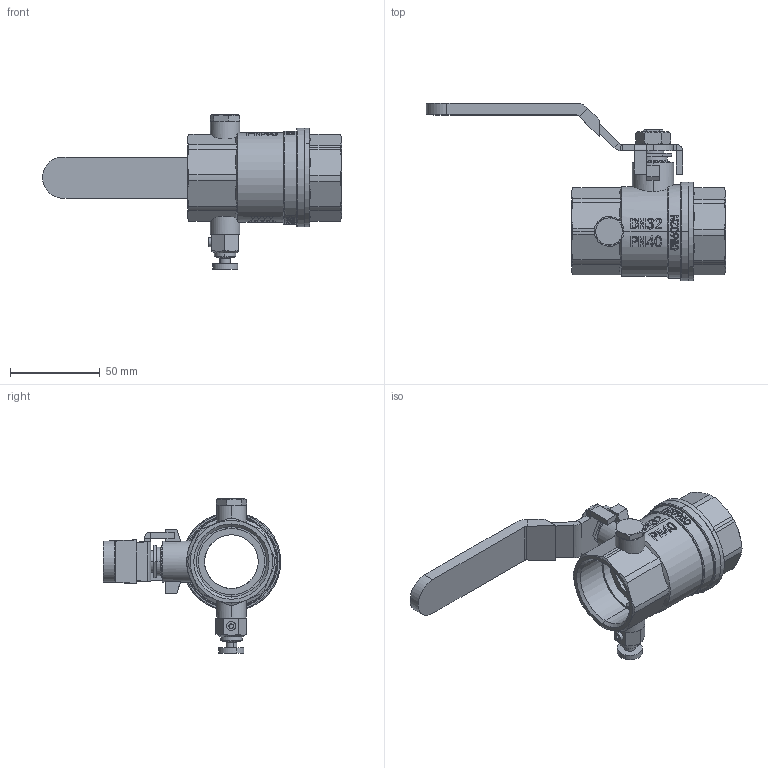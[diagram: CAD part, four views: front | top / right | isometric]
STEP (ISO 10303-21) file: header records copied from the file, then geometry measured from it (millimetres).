
FILE_DESCRIPTION (( 'STEP AP214' ), '1' );
FILE_NAME ('带排水球阀1.25.STEP', '2023-03-07T04:22:58', ( '' ), ( '' ), 'SwSTEP 2.0', 'SolidWorks 2016', '' );
FILE_SCHEMA (( 'AUTOMOTIVE_DESIGN' ));
Length unit declared in the file: millimetre
Products named in the file (16): 8x1.9; 黑簽; 幗豪佪裝; 齬ァ郲掛极; 鞠褒蹟譫_M12X6; 沺す啣忒梟3020214130069; 鞠褒揤簽M18x1.5_M18x1.5; 沓蹋16.3x12.1x6_16.3x12.1x6; 3031201530046; 概釱39x30x3.7_39x30x3.7; 概簽ㄗ囀ㄘ; 概极; 带排水球阀1.25; 諾陑⑩46x30x8_46; 种赽; 葩璃 O遠14x1.5^蚾饜极2
Assembly tree (17 placements, depth 2):
  带排水球阀1.25
    概极
    概簽ㄗ囀ㄘ
    概釱39x30x3.7_39x30x3.7  x2
    3031201530046
    沓蹋16.3x12.1x6_16.3x12.1x6
    鞠褒揤簽M18x1.5_M18x1.5
    沺す啣忒梟3020214130069
    鞠褒蹟譫_M12X6
    齬ァ郲掛极
    幗豪佪裝
    黑簽
    8x1.9
    葩璃 O遠14x1.5^蚾饜极2  x2
    种赽
    諾陑⑩46x30x8_46
Bounding box: 167 x 99 x 86.06 mm (x, y, z)
Volume: 99038.2 mm3; surface area: 79133.7 mm2
Topology: 18 solids, 18 shells, 1264 faces, 3208 edges, 2068 vertices
Faces by surface type: plane 572, bspline 311, cylinder 218, cone 122, torus 35, sphere 6
Entity records: 64682 total; most frequent: CARTESIAN_POINT 31890, ORIENTED_EDGE 6320, DIRECTION 4702, EDGE_CURVE 3160, VERTEX_POINT 2040, AXIS2_PLACEMENT_3D 1628, LINE 1446, VECTOR 1446
